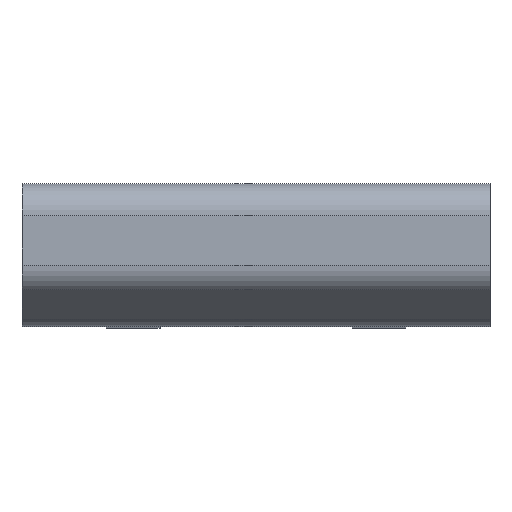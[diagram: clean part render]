
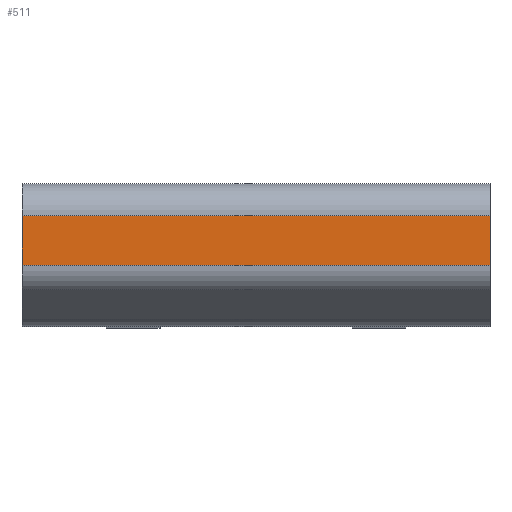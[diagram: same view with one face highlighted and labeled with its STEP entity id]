
A CAD part, top view. The second image highlights one B-rep face of the part: STEP entity #511.
In plain terms, the highlighted planar face has unit normal (0, 0, 1).
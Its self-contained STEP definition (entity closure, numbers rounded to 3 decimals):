
#511=ADVANCED_FACE('',(#1035),#1036,.T.);
#1035=FACE_OUTER_BOUND('',#1567,.T.);
#1036=PLANE('',#1568);
#1567=EDGE_LOOP('',(#3167,#3168,#3169,#3170));
#1568=AXIS2_PLACEMENT_3D('',#3171,#3172,#3173);
#3167=ORIENTED_EDGE('',*,*,#3983,.T.);
#3168=ORIENTED_EDGE('',*,*,#3984,.F.);
#3169=ORIENTED_EDGE('',*,*,#3985,.T.);
#3170=ORIENTED_EDGE('',*,*,#3980,.T.);
#3171=CARTESIAN_POINT('',(0.0,2.189,20.211));
#3172=DIRECTION('',(0.0,0.0,1.0));
#3173=DIRECTION('',(0.0,-1.0,0.0));
#3980=EDGE_CURVE('',#4982,#4980,#4983,.T.);
#3983=EDGE_CURVE('',#4980,#4986,#4987,.T.);
#3984=EDGE_CURVE('',#4988,#4986,#4989,.T.);
#3985=EDGE_CURVE('',#4988,#4982,#4990,.T.);
#4980=VERTEX_POINT('',#6365);
#4982=VERTEX_POINT('',#6367);
#4983=LINE('',#6368,#6369);
#4986=VERTEX_POINT('',#6372);
#4987=LINE('',#6373,#6374);
#4988=VERTEX_POINT('',#6375);
#4989=LINE('',#6376,#6377);
#4990=LINE('',#6378,#6379);
#6365=CARTESIAN_POINT('',(11.8,1.562,20.211));
#6367=CARTESIAN_POINT('',(0.0,1.562,20.211));
#6368=CARTESIAN_POINT('',(0.0,1.562,20.211));
#6369=VECTOR('',#7201,1.0);
#6372=CARTESIAN_POINT('',(11.8,2.815,20.211));
#6373=CARTESIAN_POINT('',(11.8,2.815,20.211));
#6374=VECTOR('',#7205,1.0);
#6375=CARTESIAN_POINT('',(0.0,2.815,20.211));
#6376=CARTESIAN_POINT('',(0.0,2.815,20.211));
#6377=VECTOR('',#7206,1.0);
#6378=CARTESIAN_POINT('',(0.0,2.815,20.211));
#6379=VECTOR('',#7207,1.0);
#7201=DIRECTION('',(1.0,0.0,0.0));
#7205=DIRECTION('',(0.0,1.0,0.0));
#7206=DIRECTION('',(1.0,0.0,0.0));
#7207=DIRECTION('',(0.0,-1.0,0.0));
